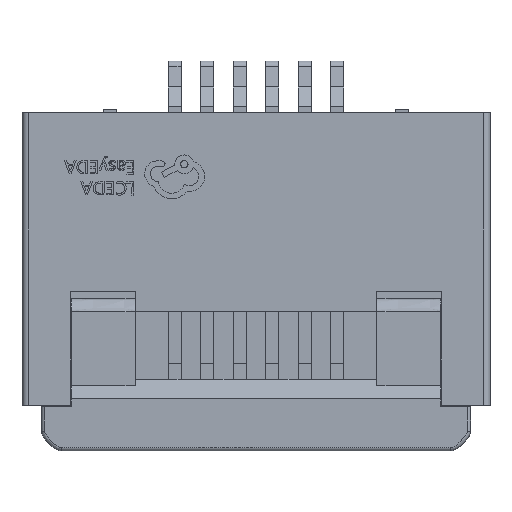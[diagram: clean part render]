
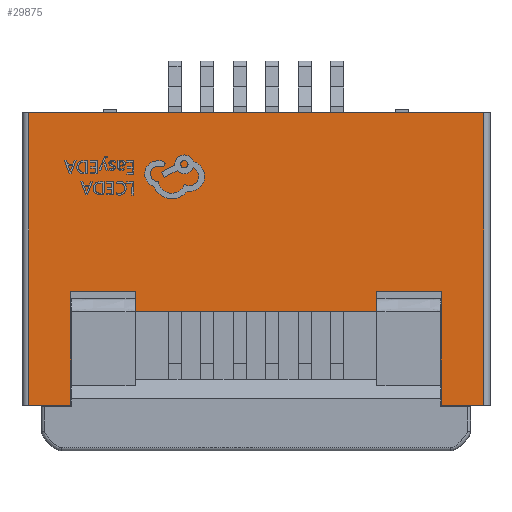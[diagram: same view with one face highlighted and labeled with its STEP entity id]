
A CAD part, top view. The second image highlights one B-rep face of the part: STEP entity #29875.
In plain terms, the highlighted planar face has unit normal (0, 0, 1).
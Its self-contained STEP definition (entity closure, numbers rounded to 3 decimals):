
#293 = CARTESIAN_POINT ( 'NONE',  ( 2.85, -2.45, 2. ) ) ;
#452 = VECTOR ( 'NONE', #5898, 1000. ) ;
#542 = EDGE_CURVE ( 'NONE', #14770, #1176, #6214, .T. ) ;
#1176 = VERTEX_POINT ( 'NONE', #6591 ) ;
#1350 = DIRECTION ( 'NONE',  ( 1., 0., 0. ) ) ;
#1761 = CARTESIAN_POINT ( 'NONE',  ( 2.85, -0.7, 2. ) ) ;
#2034 = CARTESIAN_POINT ( 'NONE',  ( -3.6, 2.05, 2. ) ) ;
#2376 = CARTESIAN_POINT ( 'NONE',  ( -3.5, 2.05, 2. ) ) ;
#2558 = ORIENTED_EDGE ( 'NONE', *, *, #27476, .F. ) ;
#2674 = DIRECTION ( 'NONE',  ( 0., -1., 0. ) ) ;
#3451 = VECTOR ( 'NONE', #26570, 1000. ) ;
#3485 = CARTESIAN_POINT ( 'NONE',  ( -3.6, -2.45, 2. ) ) ;
#3679 = VERTEX_POINT ( 'NONE', #26745 ) ;
#3762 = EDGE_CURVE ( 'NONE', #6052, #3679, #10080, .T. ) ;
#4067 = CARTESIAN_POINT ( 'NONE',  ( -2.85, -0.7, 2. ) ) ;
#4233 = VECTOR ( 'NONE', #11331, 1000. ) ;
#4330 = CARTESIAN_POINT ( 'NONE',  ( -2.85, -2.45, 2. ) ) ;
#4674 = EDGE_CURVE ( 'NONE', #11345, #14770, #19445, .T. ) ;
#5341 = CARTESIAN_POINT ( 'NONE',  ( 2.85, -0.7, 2. ) ) ;
#5584 = CARTESIAN_POINT ( 'NONE',  ( 1.85, -1., 2. ) ) ;
#5898 = DIRECTION ( 'NONE',  ( 0., 1., 0. ) ) ;
#6052 = VERTEX_POINT ( 'NONE', #5341 ) ;
#6193 = CARTESIAN_POINT ( 'NONE',  ( -3.5, -2.45, 2. ) ) ;
#6214 = LINE ( 'NONE', #3485, #11509 ) ;
#6591 = CARTESIAN_POINT ( 'NONE',  ( -2.85, -2.45, 2. ) ) ;
#6944 = VECTOR ( 'NONE', #10522, 1000. ) ;
#7144 = DIRECTION ( 'NONE',  ( 1., 0., 0. ) ) ;
#7825 = VERTEX_POINT ( 'NONE', #12068 ) ;
#8269 = EDGE_CURVE ( 'NONE', #13229, #20911, #27260, .T. ) ;
#8387 = VECTOR ( 'NONE', #9559, 1000. ) ;
#8636 = LINE ( 'NONE', #22419, #452 ) ;
#9062 = ORIENTED_EDGE ( 'NONE', *, *, #4674, .T. ) ;
#9068 = CARTESIAN_POINT ( 'NONE',  ( 3.5, 2.05, 2. ) ) ;
#9206 = CARTESIAN_POINT ( 'NONE',  ( -1.85, -1., 2. ) ) ;
#9489 = ORIENTED_EDGE ( 'NONE', *, *, #29451, .F. ) ;
#9559 = DIRECTION ( 'NONE',  ( 0., 1., 0. ) ) ;
#10080 = LINE ( 'NONE', #24142, #3451 ) ;
#10522 = DIRECTION ( 'NONE',  ( 0., -1., 0. ) ) ;
#10915 = EDGE_CURVE ( 'NONE', #27465, #19107, #17960, .T. ) ;
#11331 = DIRECTION ( 'NONE',  ( -1., 0., 0. ) ) ;
#11345 = VERTEX_POINT ( 'NONE', #2376 ) ;
#11487 = DIRECTION ( 'NONE',  ( 0., -1., 0. ) ) ;
#11509 = VECTOR ( 'NONE', #1350, 1000. ) ;
#11750 = DIRECTION ( 'NONE',  ( 0., 0., 1. ) ) ;
#11829 = ORIENTED_EDGE ( 'NONE', *, *, #3762, .F. ) ;
#12051 = PLANE ( 'NONE',  #16297 ) ;
#12068 = CARTESIAN_POINT ( 'NONE',  ( 3.5, -2.45, 2. ) ) ;
#12370 = ORIENTED_EDGE ( 'NONE', *, *, #542, .T. ) ;
#12888 = EDGE_LOOP ( 'NONE', ( #18934, #17256, #22556, #9062, #12370, #28505, #17480, #9489, #26381, #28449, #11829, #2558 ) ) ;
#13066 = DIRECTION ( 'NONE',  ( -1., 0., 0. ) ) ;
#13229 = VERTEX_POINT ( 'NONE', #25119 ) ;
#13600 = CARTESIAN_POINT ( 'NONE',  ( -1.85, -1., 2. ) ) ;
#13971 = EDGE_CURVE ( 'NONE', #20911, #1176, #25279, .T. ) ;
#14081 = LINE ( 'NONE', #2034, #4233 ) ;
#14114 = VECTOR ( 'NONE', #19968, 1000. ) ;
#14285 = CARTESIAN_POINT ( 'NONE',  ( 1.85, -1., 2. ) ) ;
#14355 = FACE_OUTER_BOUND ( 'NONE', #12888, .T. ) ;
#14499 = VECTOR ( 'NONE', #13066, 1000. ) ;
#14770 = VERTEX_POINT ( 'NONE', #6193 ) ;
#14786 = EDGE_CURVE ( 'NONE', #7825, #18977, #8636, .T. ) ;
#16254 = EDGE_CURVE ( 'NONE', #3679, #27465, #29981, .T. ) ;
#16297 = AXIS2_PLACEMENT_3D ( 'NONE', #21568, #11750, #7144 ) ;
#17256 = ORIENTED_EDGE ( 'NONE', *, *, #14786, .T. ) ;
#17480 = ORIENTED_EDGE ( 'NONE', *, *, #8269, .F. ) ;
#17516 = LINE ( 'NONE', #1761, #14114 ) ;
#17670 = VECTOR ( 'NONE', #25569, 1000. ) ;
#17960 = LINE ( 'NONE', #9206, #17670 ) ;
#18934 = ORIENTED_EDGE ( 'NONE', *, *, #20060, .T. ) ;
#18977 = VERTEX_POINT ( 'NONE', #9068 ) ;
#19107 = VERTEX_POINT ( 'NONE', #13600 ) ;
#19445 = LINE ( 'NONE', #26572, #6944 ) ;
#19616 = LINE ( 'NONE', #28282, #27112 ) ;
#19968 = DIRECTION ( 'NONE',  ( 0., 1., 0. ) ) ;
#20060 = EDGE_CURVE ( 'NONE', #21937, #7825, #19616, .T. ) ;
#20911 = VERTEX_POINT ( 'NONE', #28457 ) ;
#21568 = CARTESIAN_POINT ( 'NONE',  ( 0., 0., 2. ) ) ;
#21937 = VERTEX_POINT ( 'NONE', #293 ) ;
#22419 = CARTESIAN_POINT ( 'NONE',  ( 3.5, 2.05, 2. ) ) ;
#22556 = ORIENTED_EDGE ( 'NONE', *, *, #23364, .T. ) ;
#23052 = LINE ( 'NONE', #25920, #8387 ) ;
#23364 = EDGE_CURVE ( 'NONE', #18977, #11345, #14081, .T. ) ;
#24142 = CARTESIAN_POINT ( 'NONE',  ( 1.85, -0.7, 2. ) ) ;
#24383 = VECTOR ( 'NONE', #2674, 1000. ) ;
#25035 = VECTOR ( 'NONE', #11487, 1000. ) ;
#25119 = CARTESIAN_POINT ( 'NONE',  ( -1.85, -0.7, 2. ) ) ;
#25279 = LINE ( 'NONE', #4330, #25035 ) ;
#25569 = DIRECTION ( 'NONE',  ( -1., 0., 0. ) ) ;
#25920 = CARTESIAN_POINT ( 'NONE',  ( -1.85, -0.7, 2. ) ) ;
#26381 = ORIENTED_EDGE ( 'NONE', *, *, #10915, .F. ) ;
#26570 = DIRECTION ( 'NONE',  ( -1., 0., 0. ) ) ;
#26572 = CARTESIAN_POINT ( 'NONE',  ( -3.5, -2.45, 2. ) ) ;
#26745 = CARTESIAN_POINT ( 'NONE',  ( 1.85, -0.7, 2. ) ) ;
#27112 = VECTOR ( 'NONE', #28577, 1000. ) ;
#27260 = LINE ( 'NONE', #4067, #14499 ) ;
#27465 = VERTEX_POINT ( 'NONE', #5584 ) ;
#27476 = EDGE_CURVE ( 'NONE', #21937, #6052, #17516, .T. ) ;
#28282 = CARTESIAN_POINT ( 'NONE',  ( -3.6, -2.45, 2. ) ) ;
#28449 = ORIENTED_EDGE ( 'NONE', *, *, #16254, .F. ) ;
#28457 = CARTESIAN_POINT ( 'NONE',  ( -2.85, -0.7, 2. ) ) ;
#28505 = ORIENTED_EDGE ( 'NONE', *, *, #13971, .F. ) ;
#28577 = DIRECTION ( 'NONE',  ( 1., 0., 0. ) ) ;
#29451 = EDGE_CURVE ( 'NONE', #19107, #13229, #23052, .T. ) ;
#29875 = ADVANCED_FACE ( 'NONE', ( #14355 ), #12051, .T. ) ;
#29981 = LINE ( 'NONE', #14285, #24383 ) ;
